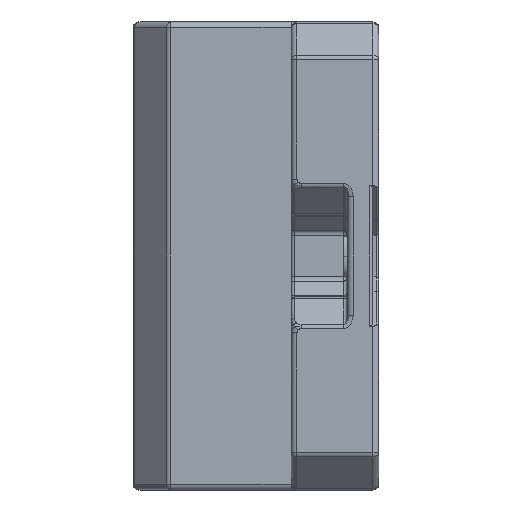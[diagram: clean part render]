
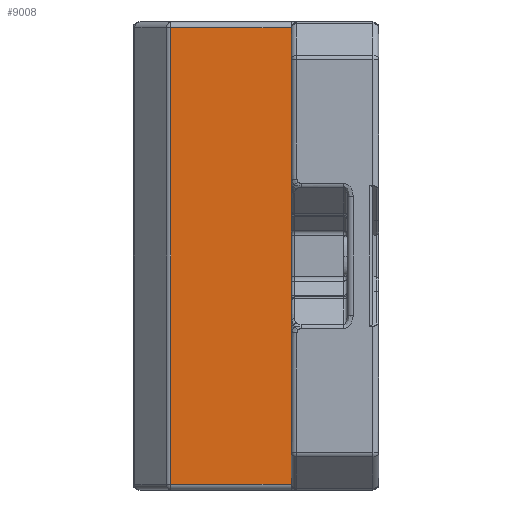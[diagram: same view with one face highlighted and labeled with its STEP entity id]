
A CAD part, left-side view. The second image highlights one B-rep face of the part: STEP entity #9008.
In plain terms, the highlighted planar face has unit normal (-1, 0, 0).
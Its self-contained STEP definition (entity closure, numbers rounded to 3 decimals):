
#269=PLANE('',#9833);
#544=LINE('',#14839,#1258);
#571=LINE('',#14952,#1285);
#574=LINE('',#14966,#1288);
#893=LINE('',#16665,#1607);
#1258=VECTOR('',#11199,10.293);
#1285=VECTOR('',#11340,39.);
#1288=VECTOR('',#11357,10.293);
#1607=VECTOR('',#12004,39.);
#2427=FACE_OUTER_BOUND('',#3002,.T.);
#3002=EDGE_LOOP('',(#7875,#7876,#7877,#7878));
#4025=VERTEX_POINT('',#14823);
#4028=VERTEX_POINT('',#14833);
#4031=VERTEX_POINT('',#14843);
#4062=VERTEX_POINT('',#14961);
#5015=EDGE_CURVE('',#4028,#4025,#544,.T.);
#5075=EDGE_CURVE('',#4025,#4031,#571,.T.);
#5082=EDGE_CURVE('',#4031,#4062,#574,.T.);
#5534=EDGE_CURVE('',#4062,#4028,#893,.T.);
#7875=ORIENTED_EDGE('',*,*,#5015,.F.);
#7876=ORIENTED_EDGE('',*,*,#5534,.F.);
#7877=ORIENTED_EDGE('',*,*,#5082,.F.);
#7878=ORIENTED_EDGE('',*,*,#5075,.F.);
#9008=ADVANCED_FACE('',(#2427),#269,.T.);
#9833=AXIS2_PLACEMENT_3D('',#16672,#12017,#12018);
#11199=DIRECTION('',(0.,1.,0.));
#11340=DIRECTION('',(0.,0.,1.));
#11357=DIRECTION('',(0.,-1.,0.));
#12004=DIRECTION('',(0.,0.,-1.));
#12017=DIRECTION('center_axis',(-1.,0.,0.));
#12018=DIRECTION('ref_axis',(0.,0.,1.));
#14823=CARTESIAN_POINT('',(41.5,17.793,-19.5));
#14833=CARTESIAN_POINT('',(41.5,7.5,-19.5));
#14839=CARTESIAN_POINT('',(41.5,7.204,-19.5));
#14843=CARTESIAN_POINT('',(41.5,17.793,19.5));
#14952=CARTESIAN_POINT('',(41.5,17.793,0.));
#14961=CARTESIAN_POINT('',(41.5,7.5,19.5));
#14966=CARTESIAN_POINT('',(41.5,7.204,19.5));
#16665=CARTESIAN_POINT('',(41.5,7.5,0.));
#16672=CARTESIAN_POINT('Origin',(41.5,7.5,0.));
